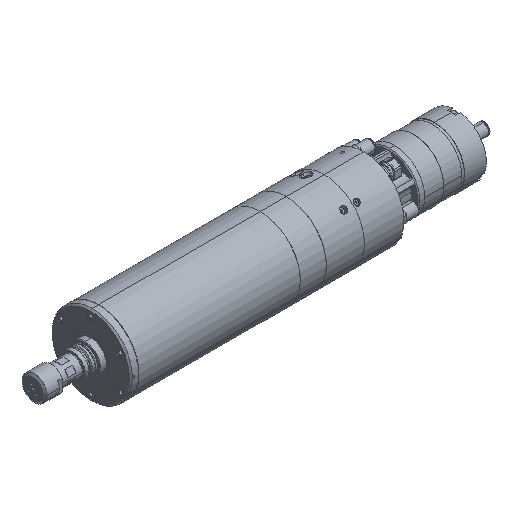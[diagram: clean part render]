
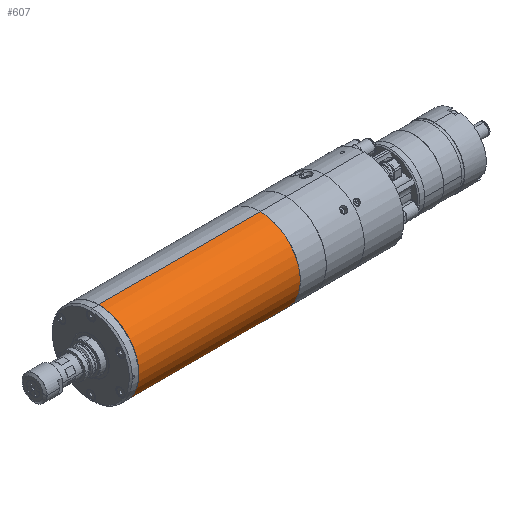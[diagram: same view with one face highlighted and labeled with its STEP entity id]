
A CAD part, isometric view. The second image highlights one B-rep face of the part: STEP entity #607.
In plain terms, the highlighted cylindrical face has radius 40 mm (diameter 80 mm), a partial arc.
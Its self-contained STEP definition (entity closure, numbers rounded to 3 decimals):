
#286 = VERTEX_POINT ( 'NONE', #4677 ) ;
#288 = EDGE_CURVE ( 'NONE', #358, #286, #4676, .T. ) ;
#358 = VERTEX_POINT ( 'NONE', #4805 ) ;
#359 = VERTEX_POINT ( 'NONE', #4866 ) ;
#361 = EDGE_CURVE ( 'NONE', #359, #362, #4865, .T. ) ;
#362 = VERTEX_POINT ( 'NONE', #4861 ) ;
#606 = EDGE_CURVE ( 'NONE', #359, #358, #5275, .T. ) ;
#607 = ADVANCED_FACE ( 'NONE', ( #5270 ), #5269, .T. ) ;
#608 = EDGE_LOOP ( 'NONE', ( #609, #610, #611, #612 ) ) ;
#609 = ORIENTED_EDGE ( 'NONE', *, *, #361, .F. ) ;
#610 = ORIENTED_EDGE ( 'NONE', *, *, #606, .T. ) ;
#611 = ORIENTED_EDGE ( 'NONE', *, *, #288, .T. ) ;
#612 = ORIENTED_EDGE ( 'NONE', *, *, #816, .F. ) ;
#816 = EDGE_CURVE ( 'NONE', #362, #286, #5621, .T. ) ;
#4673 = DIRECTION ( 'NONE',  ( 1., 0., 0. ) ) ;
#4674 = VECTOR ( 'NONE', #4673, 1000. ) ;
#4675 = CARTESIAN_POINT ( 'NONE',  ( 177.1, 0., -40. ) ) ;
#4676 = LINE ( 'NONE', #4675, #4674 ) ;
#4677 = CARTESIAN_POINT ( 'NONE',  ( 177.1, 0., -40. ) ) ;
#4805 = CARTESIAN_POINT ( 'NONE',  ( 16.1, 0., -40. ) ) ;
#4861 = CARTESIAN_POINT ( 'NONE',  ( 177.1, 0., 40. ) ) ;
#4862 = DIRECTION ( 'NONE',  ( 1., 0., 0. ) ) ;
#4863 = VECTOR ( 'NONE', #4862, 1000. ) ;
#4864 = CARTESIAN_POINT ( 'NONE',  ( 177.1, 0., 40. ) ) ;
#4865 = LINE ( 'NONE', #4864, #4863 ) ;
#4866 = CARTESIAN_POINT ( 'NONE',  ( 16.1, 0., 40. ) ) ;
#5264 = DIRECTION ( 'NONE',  ( 0., 0., -1. ) ) ;
#5265 = DIRECTION ( 'NONE',  ( 1., 0., 0. ) ) ;
#5266 = AXIS2_PLACEMENT_3D ( 'NONE', #5268, #5265, #5264 ) ;
#5268 = CARTESIAN_POINT ( 'NONE',  ( 177.1, 0., 0. ) ) ;
#5269 = CYLINDRICAL_SURFACE ( 'NONE', #5266, 40. ) ;
#5270 = FACE_OUTER_BOUND ( 'NONE', #608, .T. ) ;
#5271 = DIRECTION ( 'NONE',  ( 0., 0., -1. ) ) ;
#5272 = DIRECTION ( 'NONE',  ( 1., 0., 0. ) ) ;
#5273 = CARTESIAN_POINT ( 'NONE',  ( 16.1, 0., 0. ) ) ;
#5274 = AXIS2_PLACEMENT_3D ( 'NONE', #5273, #5272, #5271 ) ;
#5275 = CIRCLE ( 'NONE', #5274, 40. ) ;
#5621 = CIRCLE ( 'NONE', #5680, 40. ) ;
#5628 = CARTESIAN_POINT ( 'NONE',  ( 177.1, 0., 0. ) ) ;
#5678 = DIRECTION ( 'NONE',  ( 0., 0., -1. ) ) ;
#5679 = DIRECTION ( 'NONE',  ( 1., 0., 0. ) ) ;
#5680 = AXIS2_PLACEMENT_3D ( 'NONE', #5628, #5679, #5678 ) ;
